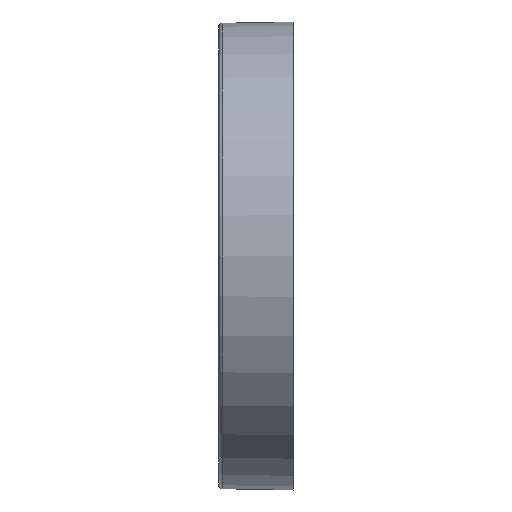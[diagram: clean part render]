
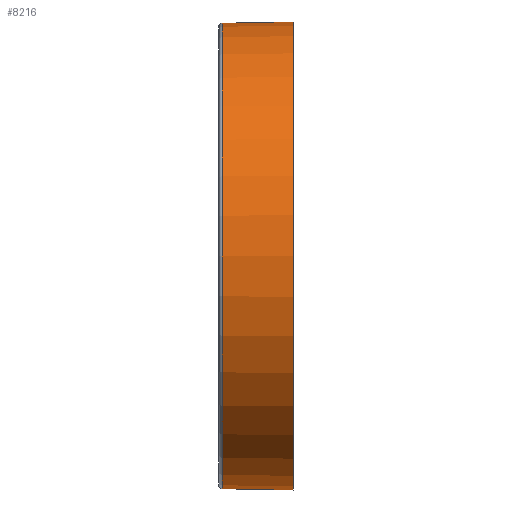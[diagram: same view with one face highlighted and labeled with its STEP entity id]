
A CAD part, left-side view. The second image highlights one B-rep face of the part: STEP entity #8216.
In plain terms, the highlighted conical face has half-angle 1 degrees and reference radius 16.806 mm.
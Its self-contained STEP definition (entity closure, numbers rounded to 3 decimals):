
#195 = CARTESIAN_POINT ( 'NONE',  ( 0., 0., 16.9 ) ) ;
#220 = DIRECTION ( 'NONE',  ( 0., 0., 1. ) ) ;
#360 = EDGE_CURVE ( 'NONE', #596, #8278, #7737, .T. ) ;
#596 = VERTEX_POINT ( 'NONE', #3645 ) ;
#701 = AXIS2_PLACEMENT_3D ( 'NONE', #760, #1509, #220 ) ;
#760 = CARTESIAN_POINT ( 'NONE',  ( 0., 5.139, 0. ) ) ;
#1138 = CIRCLE ( 'NONE', #1375, 16.9 ) ;
#1193 = CARTESIAN_POINT ( 'NONE',  ( 0., 5.385, 16.806 ) ) ;
#1292 = CARTESIAN_POINT ( 'NONE',  ( 0., 5.385, 0. ) ) ;
#1338 = EDGE_LOOP ( 'NONE', ( #7263, #6735, #2944, #7655 ) ) ;
#1375 = AXIS2_PLACEMENT_3D ( 'NONE', #4753, #5425, #1620 ) ;
#1509 = DIRECTION ( 'NONE',  ( 0., -1., 0. ) ) ;
#1620 = DIRECTION ( 'NONE',  ( 0., 0., -1. ) ) ;
#1778 = LINE ( 'NONE', #1193, #4469 ) ;
#1917 = DIRECTION ( 'NONE',  ( 0., -1., 0.017 ) ) ;
#2393 = DIRECTION ( 'NONE',  ( 0., -1., -0.017 ) ) ;
#2643 = DIRECTION ( 'NONE',  ( 0., -1., 0. ) ) ;
#2897 = EDGE_CURVE ( 'NONE', #4110, #596, #3308, .T. ) ;
#2944 = ORIENTED_EDGE ( 'NONE', *, *, #360, .T. ) ;
#3060 = CARTESIAN_POINT ( 'NONE',  ( 0., 5.385, -16.806 ) ) ;
#3308 = CIRCLE ( 'NONE', #701, 16.81 ) ;
#3645 = CARTESIAN_POINT ( 'NONE',  ( 0., 5.139, -16.81 ) ) ;
#4110 = VERTEX_POINT ( 'NONE', #6630 ) ;
#4469 = VECTOR ( 'NONE', #1917, 1000. ) ;
#4753 = CARTESIAN_POINT ( 'NONE',  ( 0., 0., 0. ) ) ;
#5212 = CARTESIAN_POINT ( 'NONE',  ( 0., 0., -16.9 ) ) ;
#5425 = DIRECTION ( 'NONE',  ( 0., -1., 0. ) ) ;
#6012 = VECTOR ( 'NONE', #2393, 1000. ) ;
#6630 = CARTESIAN_POINT ( 'NONE',  ( 0., 5.139, 16.81 ) ) ;
#6735 = ORIENTED_EDGE ( 'NONE', *, *, #2897, .T. ) ;
#6756 = EDGE_CURVE ( 'NONE', #4110, #8272, #1778, .T. ) ;
#6976 = FACE_OUTER_BOUND ( 'NONE', #1338, .T. ) ;
#7048 = DIRECTION ( 'NONE',  ( 0., 0., -1. ) ) ;
#7119 = EDGE_CURVE ( 'NONE', #8272, #8278, #1138, .T. ) ;
#7263 = ORIENTED_EDGE ( 'NONE', *, *, #6756, .F. ) ;
#7639 = CONICAL_SURFACE ( 'NONE', #7713, 16.806, 0.017 ) ;
#7655 = ORIENTED_EDGE ( 'NONE', *, *, #7119, .F. ) ;
#7713 = AXIS2_PLACEMENT_3D ( 'NONE', #1292, #2643, #7048 ) ;
#7737 = LINE ( 'NONE', #3060, #6012 ) ;
#8216 = ADVANCED_FACE ( 'NONE', ( #6976 ), #7639, .T. ) ;
#8272 = VERTEX_POINT ( 'NONE', #195 ) ;
#8278 = VERTEX_POINT ( 'NONE', #5212 ) ;
